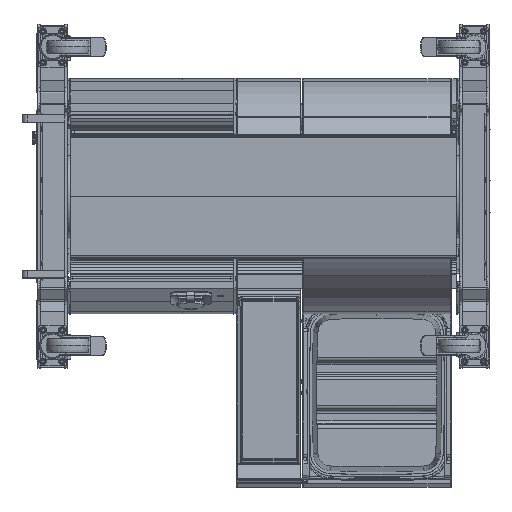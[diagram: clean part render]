
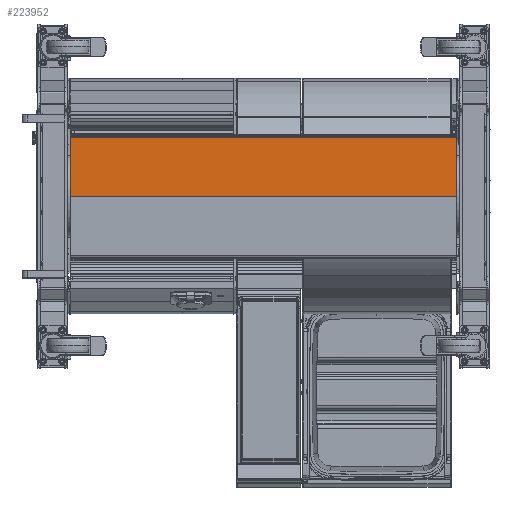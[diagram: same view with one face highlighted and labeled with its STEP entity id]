
A CAD part, front view. The second image highlights one B-rep face of the part: STEP entity #223952.
In plain terms, the highlighted planar face has unit normal (0, -1, 0).
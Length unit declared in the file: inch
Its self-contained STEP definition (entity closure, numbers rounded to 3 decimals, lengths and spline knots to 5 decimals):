
#15239 = ORIENTED_EDGE ( 'NONE', *, *, #130715, .F. ) ;
#40739 = DIRECTION ( 'NONE',  ( 0., 0., 1. ) ) ;
#44126 = AXIS2_PLACEMENT_3D ( 'NONE', #53054, #280225, #144991 ) ;
#53054 = CARTESIAN_POINT ( 'NONE',  ( 24.1301, -33., 0. ) ) ;
#53471 = LINE ( 'NONE', #279945, #279674 ) ;
#57500 = CARTESIAN_POINT ( 'NONE',  ( 18., -33., 5.5 ) ) ;
#66635 = EDGE_CURVE ( 'NONE', #174286, #218248, #129229, .T. ) ;
#79966 = VERTEX_POINT ( 'NONE', #140769 ) ;
#85399 = CARTESIAN_POINT ( 'NONE',  ( 18., -33., 0.015 ) ) ;
#90533 = ORIENTED_EDGE ( 'NONE', *, *, #97423, .F. ) ;
#97423 = EDGE_CURVE ( 'NONE', #174286, #79966, #161782, .T. ) ;
#99371 = DIRECTION ( 'NONE',  ( -1., 0., 0. ) ) ;
#113235 = FACE_OUTER_BOUND ( 'NONE', #185002, .T. ) ;
#129229 = LINE ( 'NONE', #278200, #242211 ) ;
#130269 = VERTEX_POINT ( 'NONE', #177344 ) ;
#130715 = EDGE_CURVE ( 'NONE', #79966, #130269, #178411, .T. ) ;
#140769 = CARTESIAN_POINT ( 'NONE',  ( -18., -33., 0.015 ) ) ;
#144991 = DIRECTION ( 'NONE',  ( 0., 0., -1. ) ) ;
#152403 = ORIENTED_EDGE ( 'NONE', *, *, #66635, .T. ) ;
#161782 = LINE ( 'NONE', #249826, #214752 ) ;
#163463 = EDGE_CURVE ( 'NONE', #218248, #130269, #53471, .T. ) ;
#174286 = VERTEX_POINT ( 'NONE', #85399 ) ;
#177344 = CARTESIAN_POINT ( 'NONE',  ( -18., -33., 5.5 ) ) ;
#178411 = LINE ( 'NONE', #288687, #238491 ) ;
#185002 = EDGE_LOOP ( 'NONE', ( #152403, #242204, #15239, #90533 ) ) ;
#210108 = DIRECTION ( 'NONE',  ( 0., 0., 1. ) ) ;
#214752 = VECTOR ( 'NONE', #227052, 39.37008 ) ;
#218248 = VERTEX_POINT ( 'NONE', #57500 ) ;
#223952 = ADVANCED_FACE ( 'NONE', ( #113235 ), #256499, .F. ) ;
#227052 = DIRECTION ( 'NONE',  ( -1., 0., 0. ) ) ;
#238491 = VECTOR ( 'NONE', #40739, 39.37008 ) ;
#242204 = ORIENTED_EDGE ( 'NONE', *, *, #163463, .T. ) ;
#242211 = VECTOR ( 'NONE', #210108, 39.37008 ) ;
#249826 = CARTESIAN_POINT ( 'NONE',  ( 24.1301, -33., 0.015 ) ) ;
#256499 = PLANE ( 'NONE',  #44126 ) ;
#278200 = CARTESIAN_POINT ( 'NONE',  ( 18., -33., 0. ) ) ;
#279674 = VECTOR ( 'NONE', #99371, 39.37008 ) ;
#279945 = CARTESIAN_POINT ( 'NONE',  ( 24.1301, -33., 5.5 ) ) ;
#280225 = DIRECTION ( 'NONE',  ( 0., 1., 0. ) ) ;
#288687 = CARTESIAN_POINT ( 'NONE',  ( -18., -33., 0. ) ) ;
